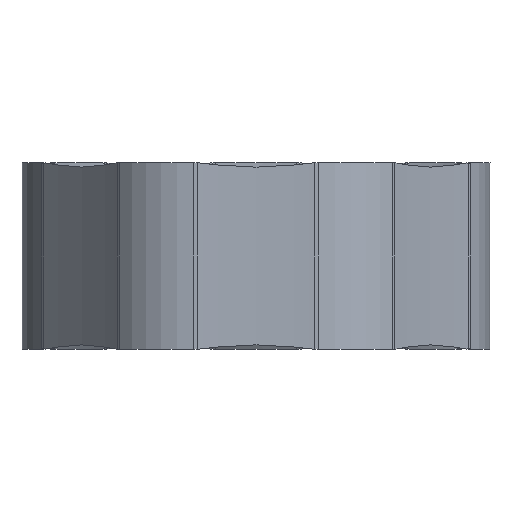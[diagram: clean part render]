
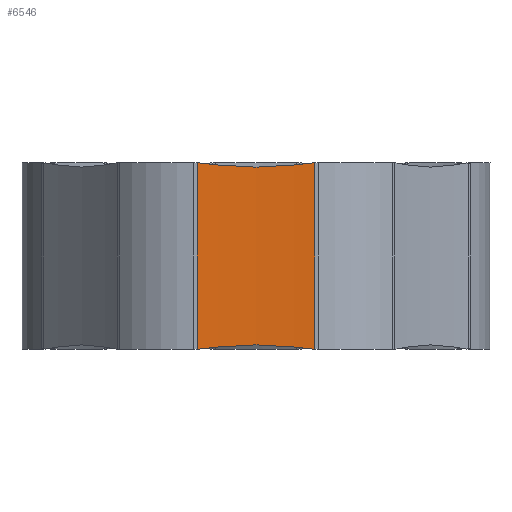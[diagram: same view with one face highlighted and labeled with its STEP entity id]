
A CAD part, front view. The second image highlights one B-rep face of the part: STEP entity #6546.
In plain terms, the highlighted cylindrical face has radius 40 mm (diameter 80 mm), a partial arc.
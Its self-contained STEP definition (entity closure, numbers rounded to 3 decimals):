
#2221=DIRECTION('',(0.,0.,1.));
#2222=VECTOR('',#2221,5.566);
#2223=CARTESIAN_POINT('',(-1.759,-6.699,
-0.483));
#2224=LINE('',#2223,#2222);
#2231=CARTESIAN_POINT('',(-1.759,-6.699,
5.083));
#2243=CARTESIAN_POINT('',(-1.759,-6.699,
5.083));
#2244=CARTESIAN_POINT('',(-1.695,-6.696,
5.081));
#2245=CARTESIAN_POINT('',(-1.632,-6.694,
5.076));
#2246=CARTESIAN_POINT('',(-1.569,-6.691,
5.069));
#2258=CARTESIAN_POINT('',(1.759,-6.699,
-0.483));
#2259=CARTESIAN_POINT('',(1.695,-6.696,
-0.481));
#2260=CARTESIAN_POINT('',(1.632,-6.694,
-0.476));
#2261=CARTESIAN_POINT('',(1.569,-6.691,
-0.469));
#2266=CARTESIAN_POINT('',(1.569,-6.691,
-0.469));
#2267=CARTESIAN_POINT('',(1.425,-6.685,
-0.452));
#2268=CARTESIAN_POINT('',(1.28,-6.681,
-0.436));
#2269=CARTESIAN_POINT('',(1.136,-6.676,
-0.42));
#2274=CARTESIAN_POINT('',(1.136,-6.676,
-0.42));
#2275=CARTESIAN_POINT('',(0.758,-6.666,
-0.377));
#2276=CARTESIAN_POINT('',(0.379,-6.66,
-0.355));
#2277=CARTESIAN_POINT('',(0.,-6.66,
-0.355));
#2282=CARTESIAN_POINT('',(0.,-6.66,
-0.355));
#2283=CARTESIAN_POINT('',(-0.38,-6.66,
-0.355));
#2284=CARTESIAN_POINT('',(-0.759,-6.666,
-0.377));
#2285=CARTESIAN_POINT('',(-1.136,-6.676,
-0.42));
#2290=CARTESIAN_POINT('',(-1.136,-6.676,
-0.42));
#2291=CARTESIAN_POINT('',(-1.28,-6.681,
-0.436));
#2292=CARTESIAN_POINT('',(-1.425,-6.685,
-0.452));
#2293=CARTESIAN_POINT('',(-1.569,-6.691,
-0.469));
#2298=CARTESIAN_POINT('',(-1.569,-6.691,
-0.469));
#2299=CARTESIAN_POINT('',(-1.632,-6.694,
-0.476));
#2300=CARTESIAN_POINT('',(-1.695,-6.696,
-0.481));
#2301=CARTESIAN_POINT('',(-1.759,-6.699,
-0.483));
#2306=DIRECTION('',(0.,0.,1.));
#2307=VECTOR('',#2306,5.566);
#2308=CARTESIAN_POINT('',(1.759,-6.699,
-0.483));
#2309=LINE('',#2308,#2307);
#2414=CARTESIAN_POINT('',(1.759,-6.699,
-0.483));
#2441=CARTESIAN_POINT('',(1.569,-6.691,5.069));
#2442=CARTESIAN_POINT('',(1.632,-6.694,5.076));
#2443=CARTESIAN_POINT('',(1.695,-6.696,5.081));
#2444=CARTESIAN_POINT('',(1.759,-6.699,5.083));
#2456=CARTESIAN_POINT('',(1.136,-6.676,5.02));
#2457=CARTESIAN_POINT('',(1.28,-6.681,5.036));
#2458=CARTESIAN_POINT('',(1.425,-6.685,5.052));
#2459=CARTESIAN_POINT('',(1.569,-6.691,5.069));
#2471=CARTESIAN_POINT('',(0.,-6.66,
4.955));
#2472=CARTESIAN_POINT('',(0.38,-6.66,
4.955));
#2473=CARTESIAN_POINT('',(0.759,-6.666,
4.977));
#2474=CARTESIAN_POINT('',(1.136,-6.676,5.02));
#2486=CARTESIAN_POINT('',(-1.136,-6.676,
5.02));
#2487=CARTESIAN_POINT('',(-0.758,-6.666,
4.977));
#2488=CARTESIAN_POINT('',(-0.379,-6.66,
4.955));
#2489=CARTESIAN_POINT('',(0.,-6.66,
4.955));
#2501=CARTESIAN_POINT('',(-1.569,-6.691,
5.069));
#2502=CARTESIAN_POINT('',(-1.425,-6.685,
5.052));
#2503=CARTESIAN_POINT('',(-1.28,-6.681,
5.036));
#2504=CARTESIAN_POINT('',(-1.136,-6.676,
5.02));
#3954=VERTEX_POINT('',#2231);
#3955=VERTEX_POINT('',#2246);
#3956=VERTEX_POINT('',#2504);
#3957=VERTEX_POINT('',#2489);
#3958=VERTEX_POINT('',#2474);
#3959=VERTEX_POINT('',#2459);
#3960=VERTEX_POINT('',#2444);
#4075=VERTEX_POINT('',#2414);
#4076=VERTEX_POINT('',#2261);
#4077=VERTEX_POINT('',#2269);
#4078=VERTEX_POINT('',#2277);
#4079=VERTEX_POINT('',#2285);
#4080=VERTEX_POINT('',#2293);
#4081=VERTEX_POINT('',#2301);
#6513=CARTESIAN_POINT('',(0.,-46.66,-1.2));
#6514=DIRECTION('',(0.,0.,1.));
#6515=DIRECTION('',(0.623,-0.782,0.));
#6516=AXIS2_PLACEMENT_3D('',#6513,#6514,#6515);
#6517=CYLINDRICAL_SURFACE('',#6516,40.);
#6519=ORIENTED_EDGE('',*,*,#6518,.T.);
#6521=ORIENTED_EDGE('',*,*,#6520,.T.);
#6523=ORIENTED_EDGE('',*,*,#6522,.T.);
#6525=ORIENTED_EDGE('',*,*,#6524,.T.);
#6527=ORIENTED_EDGE('',*,*,#6526,.T.);
#6529=ORIENTED_EDGE('',*,*,#6528,.T.);
#6530=ORIENTED_EDGE('',*,*,#6457,.T.);
#6531=ORIENTED_EDGE('',*,*,#6504,.T.);
#6533=ORIENTED_EDGE('',*,*,#6532,.T.);
#6535=ORIENTED_EDGE('',*,*,#6534,.T.);
#6537=ORIENTED_EDGE('',*,*,#6536,.T.);
#6539=ORIENTED_EDGE('',*,*,#6538,.T.);
#6541=ORIENTED_EDGE('',*,*,#6540,.T.);
#6543=ORIENTED_EDGE('',*,*,#6542,.F.);
#6544=EDGE_LOOP('',(#6519,#6521,#6523,#6525,#6527,#6529,#6530,#6531,#6533,#6535,
#6537,#6539,#6541,#6543));
#6545=FACE_OUTER_BOUND('',#6544,.F.);
#2247=B_SPLINE_CURVE_WITH_KNOTS('',3,(#2243,#2244,#2245,#2246),.UNSPECIFIED.,
.F.,.F.,(4,4),(0.,1.),.UNSPECIFIED.);
#2262=B_SPLINE_CURVE_WITH_KNOTS('',3,(#2258,#2259,#2260,#2261),.UNSPECIFIED.,
.F.,.F.,(4,4),(0.,1.),.UNSPECIFIED.);
#2270=B_SPLINE_CURVE_WITH_KNOTS('',3,(#2266,#2267,#2268,#2269),.UNSPECIFIED.,
.F.,.F.,(4,4),(0.,1.),.UNSPECIFIED.);
#2278=B_SPLINE_CURVE_WITH_KNOTS('',3,(#2274,#2275,#2276,#2277),.UNSPECIFIED.,
.F.,.F.,(4,4),(0.,1.),.UNSPECIFIED.);
#2286=B_SPLINE_CURVE_WITH_KNOTS('',3,(#2282,#2283,#2284,#2285),.UNSPECIFIED.,
.F.,.F.,(4,4),(0.,1.),.UNSPECIFIED.);
#2294=B_SPLINE_CURVE_WITH_KNOTS('',3,(#2290,#2291,#2292,#2293),.UNSPECIFIED.,
.F.,.F.,(4,4),(0.,1.),.UNSPECIFIED.);
#2302=B_SPLINE_CURVE_WITH_KNOTS('',3,(#2298,#2299,#2300,#2301),.UNSPECIFIED.,
.F.,.F.,(4,4),(0.,1.),.UNSPECIFIED.);
#2445=B_SPLINE_CURVE_WITH_KNOTS('',3,(#2441,#2442,#2443,#2444),.UNSPECIFIED.,
.F.,.F.,(4,4),(0.,1.),.UNSPECIFIED.);
#2460=B_SPLINE_CURVE_WITH_KNOTS('',3,(#2456,#2457,#2458,#2459),.UNSPECIFIED.,
.F.,.F.,(4,4),(0.,1.),.UNSPECIFIED.);
#2475=B_SPLINE_CURVE_WITH_KNOTS('',3,(#2471,#2472,#2473,#2474),.UNSPECIFIED.,
.F.,.F.,(4,4),(0.,1.),.UNSPECIFIED.);
#2490=B_SPLINE_CURVE_WITH_KNOTS('',3,(#2486,#2487,#2488,#2489),.UNSPECIFIED.,
.F.,.F.,(4,4),(0.,1.),.UNSPECIFIED.);
#2505=B_SPLINE_CURVE_WITH_KNOTS('',3,(#2501,#2502,#2503,#2504),.UNSPECIFIED.,
.F.,.F.,(4,4),(0.,1.),.UNSPECIFIED.);
#6457=EDGE_CURVE('',#4081,#3954,#2224,.T.);
#6504=EDGE_CURVE('',#3954,#3955,#2247,.T.);
#6518=EDGE_CURVE('',#4075,#4076,#2262,.T.);
#6520=EDGE_CURVE('',#4076,#4077,#2270,.T.);
#6522=EDGE_CURVE('',#4077,#4078,#2278,.T.);
#6524=EDGE_CURVE('',#4078,#4079,#2286,.T.);
#6526=EDGE_CURVE('',#4079,#4080,#2294,.T.);
#6528=EDGE_CURVE('',#4080,#4081,#2302,.T.);
#6532=EDGE_CURVE('',#3955,#3956,#2505,.T.);
#6534=EDGE_CURVE('',#3956,#3957,#2490,.T.);
#6536=EDGE_CURVE('',#3957,#3958,#2475,.T.);
#6538=EDGE_CURVE('',#3958,#3959,#2460,.T.);
#6540=EDGE_CURVE('',#3959,#3960,#2445,.T.);
#6542=EDGE_CURVE('',#4075,#3960,#2309,.T.);
#6546=ADVANCED_FACE('',(#6545),#6517,.F.);
